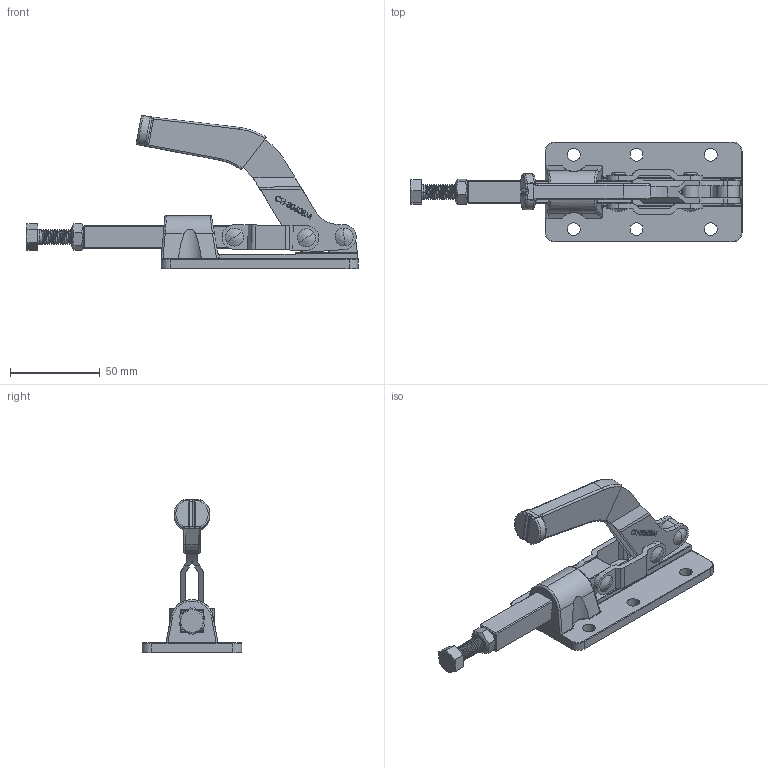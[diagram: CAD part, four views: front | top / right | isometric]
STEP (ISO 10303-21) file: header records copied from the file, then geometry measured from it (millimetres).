
FILE_DESCRIPTION (( 'STEP AP203' ), '1' );
FILE_NAME ('CH-30608M.STEP', '2011-03-07T05:46:56', ( '微软用户' ), ( '微软中国' ), 'SwSTEP 2.0', 'SolidWorks 2010', '' );
FILE_SCHEMA (( 'CONFIG_CONTROL_DESIGN' ));
Products named in the file (10): CH-30607-05; CH-30608-03 HANDLE; M8 NUT; CH-30608M; CH-30608-01 BASE; CH-30608-02 CREST STALK; CH-30607-04 CONNECTING-PLATE; CH-30607-06; CH-30607-07; CH-SA-085012 SPINDLE SUPPLIED
Assembly tree (11 placements, depth 2):
  CH-30608M
    CH-30607-06
    CH-30607-05
    M8 NUT
    CH-30608-01 BASE
    CH-30608-03 HANDLE
    CH-30607-04 CONNECTING-PLATE  x2
    CH-30608-02 CREST STALK
    CH-30607-07  x2
    CH-SA-085012 SPINDLE SUPPLIED
Bounding box: 184.69 x 55.6 x 85.14 mm (x, y, z)
Volume: 89787.3 mm3; surface area: 44462.3 mm2
Topology: 11 solids, 12 shells, 858 faces, 2308 edges, 1497 vertices
Faces by surface type: plane 279, cylinder 270, bspline 239, torus 38, cone 26, sphere 6
Entity records: 56048 total; most frequent: CARTESIAN_POINT 36811, ORIENTED_EDGE 4376, DIRECTION 2886, EDGE_CURVE 2188, VERTEX_POINT 1429, VECTOR 1062, LINE 1062, AXIS2_PLACEMENT_3D 912
